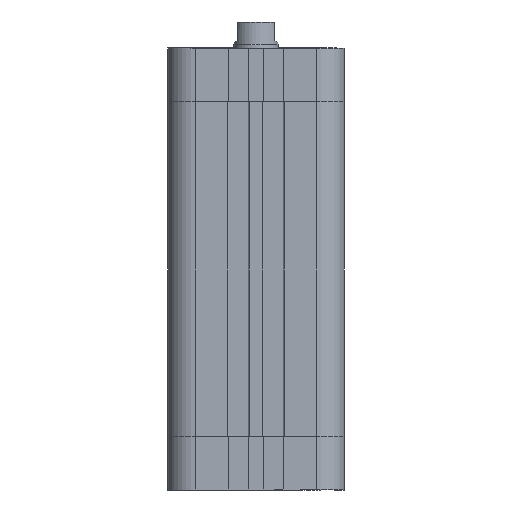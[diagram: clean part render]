
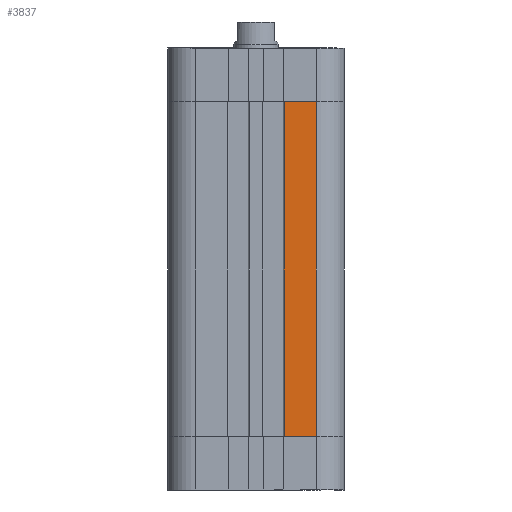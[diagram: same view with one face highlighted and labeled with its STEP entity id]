
A CAD part, front view. The second image highlights one B-rep face of the part: STEP entity #3837.
In plain terms, the highlighted planar face has unit normal (0, -1, 0).
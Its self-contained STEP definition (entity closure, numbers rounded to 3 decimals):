
#3779=CARTESIAN_POINT('',(-16.25,-23.75,45.0));
#3780=VERTEX_POINT('',#3779);
#3789=CARTESIAN_POINT('',(-16.25,-23.75,-45.0));
#3790=VERTEX_POINT('',#3789);
#3798=CARTESIAN_POINT('',(-16.25,-23.75,-45.0));
#3799=DIRECTION('',(0.0,0.0,1.0));
#3800=VECTOR('',#3799,90.0);
#3801=LINE('',#3798,#3800);
#3802=EDGE_CURVE('',#3790,#3780,#3801,.T.);
#3807=CARTESIAN_POINT('',(-16.25,-23.75,0.0));
#3808=DIRECTION('',(0.0,1.0,0.0));
#3809=DIRECTION('',(0.0,0.0,-1.0));
#3810=AXIS2_PLACEMENT_3D('',#3807,#3808,#3809);
#3811=PLANE('',#3810);
#3812=CARTESIAN_POINT('',(-7.6,-23.75,45.0));
#3813=VERTEX_POINT('',#3812);
#3814=CARTESIAN_POINT('',(-16.25,-23.75,45.0));
#3815=DIRECTION('',(1.0,0.0,0.0));
#3816=VECTOR('',#3815,8.65);
#3817=LINE('',#3814,#3816);
#3818=EDGE_CURVE('',#3780,#3813,#3817,.T.);
#3819=ORIENTED_EDGE('',*,*,#3818,.F.);
#3820=ORIENTED_EDGE('',*,*,#3802,.F.);
#3821=CARTESIAN_POINT('',(-7.6,-23.75,-45.0));
#3822=VERTEX_POINT('',#3821);
#3823=CARTESIAN_POINT('',(-7.6,-23.75,-45.0));
#3824=DIRECTION('',(-1.0,0.0,0.0));
#3825=VECTOR('',#3824,8.65);
#3826=LINE('',#3823,#3825);
#3827=EDGE_CURVE('',#3822,#3790,#3826,.T.);
#3828=ORIENTED_EDGE('',*,*,#3827,.F.);
#3829=CARTESIAN_POINT('',(-7.6,-23.75,-45.0));
#3830=DIRECTION('',(0.0,0.0,1.0));
#3831=VECTOR('',#3830,90.0);
#3832=LINE('',#3829,#3831);
#3833=EDGE_CURVE('',#3822,#3813,#3832,.T.);
#3834=ORIENTED_EDGE('',*,*,#3833,.T.);
#3835=EDGE_LOOP('',(#3819,#3820,#3828,#3834));
#3836=FACE_OUTER_BOUND('',#3835,.T.);
#3837=ADVANCED_FACE('',(#3836),#3811,.F.);
